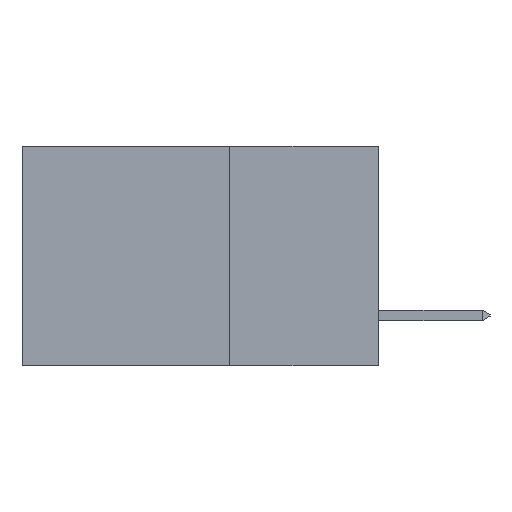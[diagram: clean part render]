
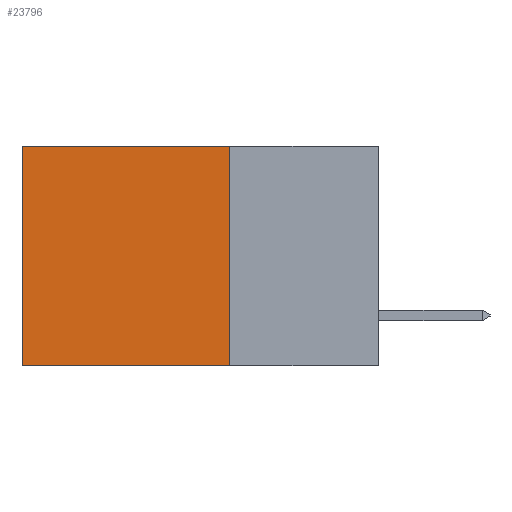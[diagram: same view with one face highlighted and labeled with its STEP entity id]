
A CAD part, left-side view. The second image highlights one B-rep face of the part: STEP entity #23796.
In plain terms, the highlighted planar face has unit normal (-1, 0, 0).
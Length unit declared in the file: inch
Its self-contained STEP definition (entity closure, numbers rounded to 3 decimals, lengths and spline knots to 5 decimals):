
#191 = EDGE_CURVE ( 'NONE', #20217, #26175, #23860, .T. ) ;
#3429 = CARTESIAN_POINT ( 'NONE',  ( 0.298, 0.6, 0. ) ) ;
#3684 = ORIENTED_EDGE ( 'NONE', *, *, #191, .F. ) ;
#3877 = AXIS2_PLACEMENT_3D ( 'NONE', #23547, #12644, #27852 ) ;
#5125 = VERTEX_POINT ( 'NONE', #16514 ) ;
#5388 = LINE ( 'NONE', #15717, #16372 ) ;
#6391 = DIRECTION ( 'NONE',  ( 0., 1., 0. ) ) ;
#6669 = DIRECTION ( 'NONE',  ( 0., 0., -1. ) ) ;
#7425 = CARTESIAN_POINT ( 'NONE',  ( 0.298, 0.25, 0. ) ) ;
#7431 = EDGE_CURVE ( 'NONE', #5125, #15817, #28007, .T. ) ;
#8335 = CARTESIAN_POINT ( 'NONE',  ( 0.298, 0.6, -0.37 ) ) ;
#12092 = DIRECTION ( 'NONE',  ( 0., 0., -1. ) ) ;
#12644 = DIRECTION ( 'NONE',  ( 1., 0., 0. ) ) ;
#14278 = ORIENTED_EDGE ( 'NONE', *, *, #7431, .T. ) ;
#14947 = VECTOR ( 'NONE', #6391, 39.37008 ) ;
#15717 = CARTESIAN_POINT ( 'NONE',  ( 0.298, 0.25, -0.37 ) ) ;
#15817 = VERTEX_POINT ( 'NONE', #8335 ) ;
#16372 = VECTOR ( 'NONE', #17921, 39.37008 ) ;
#16514 = CARTESIAN_POINT ( 'NONE',  ( 0.298, 0.6, 0. ) ) ;
#17190 = VECTOR ( 'NONE', #12092, 39.37008 ) ;
#17323 = CARTESIAN_POINT ( 'NONE',  ( 0.298, 0.25, 0. ) ) ;
#17921 = DIRECTION ( 'NONE',  ( 0., 1., 0. ) ) ;
#19340 = ORIENTED_EDGE ( 'NONE', *, *, #21316, .F. ) ;
#20217 = VERTEX_POINT ( 'NONE', #7425 ) ;
#21316 = EDGE_CURVE ( 'NONE', #26175, #15817, #5388, .T. ) ;
#22341 = EDGE_LOOP ( 'NONE', ( #14278, #19340, #3684, #26254 ) ) ;
#23547 = CARTESIAN_POINT ( 'NONE',  ( 0.298, 0.25, 0. ) ) ;
#23682 = CARTESIAN_POINT ( 'NONE',  ( 0.298, 0.25, 0. ) ) ;
#23796 = ADVANCED_FACE ( 'NONE', ( #27978 ), #25697, .F. ) ;
#23860 = LINE ( 'NONE', #23682, #28219 ) ;
#25697 = PLANE ( 'NONE',  #3877 ) ;
#25733 = EDGE_CURVE ( 'NONE', #20217, #5125, #26498, .T. ) ;
#26175 = VERTEX_POINT ( 'NONE', #27398 ) ;
#26254 = ORIENTED_EDGE ( 'NONE', *, *, #25733, .T. ) ;
#26498 = LINE ( 'NONE', #17323, #14947 ) ;
#27398 = CARTESIAN_POINT ( 'NONE',  ( 0.298, 0.25, -0.37 ) ) ;
#27852 = DIRECTION ( 'NONE',  ( 0., 0., -1. ) ) ;
#27978 = FACE_OUTER_BOUND ( 'NONE', #22341, .T. ) ;
#28007 = LINE ( 'NONE', #3429, #17190 ) ;
#28219 = VECTOR ( 'NONE', #6669, 39.37008 ) ;
